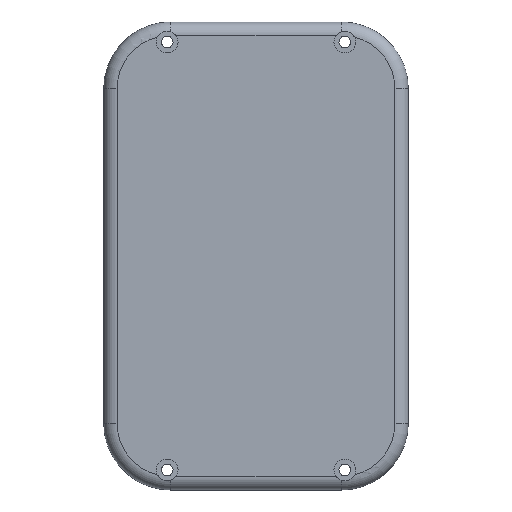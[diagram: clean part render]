
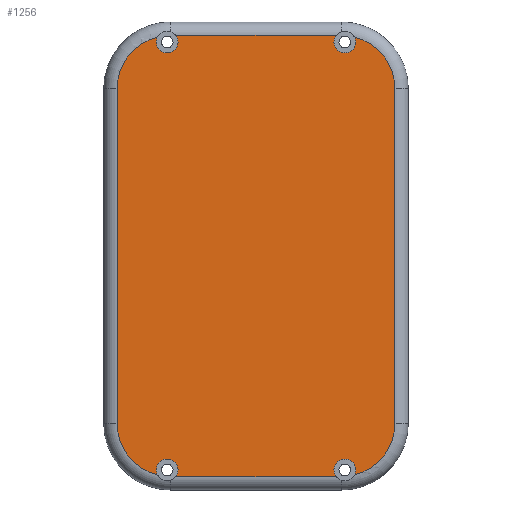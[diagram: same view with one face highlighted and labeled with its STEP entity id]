
A CAD part, front view. The second image highlights one B-rep face of the part: STEP entity #1256.
In plain terms, the highlighted planar face has unit normal (0, -1, 0).
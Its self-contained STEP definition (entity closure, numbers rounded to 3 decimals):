
#78=CIRCLE('',#1363,3.25);
#79=CIRCLE('',#1364,3.25);
#82=CIRCLE('',#1369,3.25);
#83=CIRCLE('',#1370,3.25);
#86=CIRCLE('',#1375,3.25);
#87=CIRCLE('',#1376,3.25);
#90=CIRCLE('',#1381,3.25);
#91=CIRCLE('',#1382,3.25);
#93=CIRCLE('',#1386,16.);
#94=CIRCLE('',#1387,16.);
#95=CIRCLE('',#1388,16.);
#96=CIRCLE('',#1389,16.);
#207=FACE_OUTER_BOUND('',#294,.T.);
#294=EDGE_LOOP('',(#933,#934,#935,#936,#937,#938,#939,#940,#941,#942,#943,
#944,#945,#946,#947,#948));
#393=LINE('',#2140,#474);
#394=LINE('',#2142,#475);
#395=LINE('',#2146,#476);
#396=LINE('',#2148,#477);
#474=VECTOR('',#1644,10.);
#475=VECTOR('',#1647,10.);
#476=VECTOR('',#1650,10.);
#477=VECTOR('',#1653,10.);
#562=VERTEX_POINT('',#2015);
#563=VERTEX_POINT('',#2017);
#565=VERTEX_POINT('',#2028);
#568=VERTEX_POINT('',#2046);
#569=VERTEX_POINT('',#2048);
#571=VERTEX_POINT('',#2061);
#574=VERTEX_POINT('',#2077);
#575=VERTEX_POINT('',#2079);
#577=VERTEX_POINT('',#2092);
#580=VERTEX_POINT('',#2108);
#581=VERTEX_POINT('',#2110);
#583=VERTEX_POINT('',#2121);
#585=VERTEX_POINT('',#2137);
#586=VERTEX_POINT('',#2139);
#587=VERTEX_POINT('',#2143);
#588=VERTEX_POINT('',#2145);
#693=EDGE_CURVE('',#563,#562,#78,.T.);
#696=EDGE_CURVE('',#562,#565,#79,.T.);
#700=EDGE_CURVE('',#569,#568,#82,.T.);
#703=EDGE_CURVE('',#568,#571,#83,.T.);
#707=EDGE_CURVE('',#575,#574,#86,.T.);
#710=EDGE_CURVE('',#574,#577,#87,.T.);
#714=EDGE_CURVE('',#581,#580,#90,.T.);
#717=EDGE_CURVE('',#580,#583,#91,.T.);
#719=EDGE_CURVE('',#585,#565,#93,.T.);
#720=EDGE_CURVE('',#586,#585,#393,.T.);
#721=EDGE_CURVE('',#569,#586,#94,.T.);
#722=EDGE_CURVE('',#581,#571,#394,.T.);
#723=EDGE_CURVE('',#587,#583,#95,.T.);
#724=EDGE_CURVE('',#588,#587,#395,.T.);
#725=EDGE_CURVE('',#575,#588,#96,.T.);
#726=EDGE_CURVE('',#563,#577,#396,.T.);
#933=ORIENTED_EDGE('',*,*,#693,.T.);
#934=ORIENTED_EDGE('',*,*,#696,.T.);
#935=ORIENTED_EDGE('',*,*,#719,.F.);
#936=ORIENTED_EDGE('',*,*,#720,.F.);
#937=ORIENTED_EDGE('',*,*,#721,.F.);
#938=ORIENTED_EDGE('',*,*,#700,.T.);
#939=ORIENTED_EDGE('',*,*,#703,.T.);
#940=ORIENTED_EDGE('',*,*,#722,.F.);
#941=ORIENTED_EDGE('',*,*,#714,.T.);
#942=ORIENTED_EDGE('',*,*,#717,.T.);
#943=ORIENTED_EDGE('',*,*,#723,.F.);
#944=ORIENTED_EDGE('',*,*,#724,.F.);
#945=ORIENTED_EDGE('',*,*,#725,.F.);
#946=ORIENTED_EDGE('',*,*,#707,.T.);
#947=ORIENTED_EDGE('',*,*,#710,.T.);
#948=ORIENTED_EDGE('',*,*,#726,.F.);
#1217=PLANE('',#1385);
#1256=ADVANCED_FACE('',(#207),#1217,.T.);
#1363=AXIS2_PLACEMENT_3D('',#2018,#1593,#1594);
#1364=AXIS2_PLACEMENT_3D('',#2039,#1595,#1596);
#1369=AXIS2_PLACEMENT_3D('',#2049,#1606,#1607);
#1370=AXIS2_PLACEMENT_3D('',#2070,#1608,#1609);
#1375=AXIS2_PLACEMENT_3D('',#2080,#1619,#1620);
#1376=AXIS2_PLACEMENT_3D('',#2101,#1621,#1622);
#1381=AXIS2_PLACEMENT_3D('',#2111,#1632,#1633);
#1382=AXIS2_PLACEMENT_3D('',#2132,#1634,#1635);
#1385=AXIS2_PLACEMENT_3D('',#2136,#1640,#1641);
#1386=AXIS2_PLACEMENT_3D('',#2138,#1642,#1643);
#1387=AXIS2_PLACEMENT_3D('',#2141,#1645,#1646);
#1388=AXIS2_PLACEMENT_3D('',#2144,#1648,#1649);
#1389=AXIS2_PLACEMENT_3D('',#2147,#1651,#1652);
#1593=DIRECTION('center_axis',(0.,1.,0.));
#1594=DIRECTION('ref_axis',(1.,0.,0.));
#1595=DIRECTION('center_axis',(0.,1.,0.));
#1596=DIRECTION('ref_axis',(1.,0.,0.));
#1606=DIRECTION('center_axis',(0.,1.,0.));
#1607=DIRECTION('ref_axis',(1.,0.,0.));
#1608=DIRECTION('center_axis',(0.,1.,0.));
#1609=DIRECTION('ref_axis',(1.,0.,0.));
#1619=DIRECTION('center_axis',(0.,1.,0.));
#1620=DIRECTION('ref_axis',(1.,0.,0.));
#1621=DIRECTION('center_axis',(0.,1.,0.));
#1622=DIRECTION('ref_axis',(1.,0.,0.));
#1632=DIRECTION('center_axis',(0.,1.,0.));
#1633=DIRECTION('ref_axis',(1.,0.,0.));
#1634=DIRECTION('center_axis',(0.,1.,0.));
#1635=DIRECTION('ref_axis',(1.,0.,0.));
#1640=DIRECTION('center_axis',(0.,-1.,0.));
#1641=DIRECTION('ref_axis',(0.,0.,-1.));
#1642=DIRECTION('center_axis',(0.,1.,0.));
#1643=DIRECTION('ref_axis',(0.707,0.,-0.707));
#1644=DIRECTION('',(0.,0.,-1.));
#1645=DIRECTION('center_axis',(0.,1.,0.));
#1646=DIRECTION('ref_axis',(0.707,0.,0.707));
#1647=DIRECTION('',(1.,0.,0.));
#1648=DIRECTION('center_axis',(0.,1.,0.));
#1649=DIRECTION('ref_axis',(-0.707,0.,0.707));
#1650=DIRECTION('',(0.,0.,1.));
#1651=DIRECTION('center_axis',(0.,1.,0.));
#1652=DIRECTION('ref_axis',(-0.707,0.,-0.707));
#1653=DIRECTION('',(-1.,0.,0.));
#2015=CARTESIAN_POINT('',(23.327,-8.,-124.));
#2017=CARTESIAN_POINT('',(24.016,-8.,-126.));
#2018=CARTESIAN_POINT('Origin',(26.577,-8.,-124.));
#2028=CARTESIAN_POINT('',(29.447,-8.,-125.525));
#2039=CARTESIAN_POINT('Origin',(26.577,-8.,-124.));
#2046=CARTESIAN_POINT('',(23.327,-8.,4.));
#2048=CARTESIAN_POINT('',(29.447,-8.,5.525));
#2049=CARTESIAN_POINT('Origin',(26.577,-8.,4.));
#2061=CARTESIAN_POINT('',(24.016,-8.,6.));
#2070=CARTESIAN_POINT('Origin',(26.577,-8.,4.));
#2077=CARTESIAN_POINT('',(-29.827,-8.,-124.));
#2079=CARTESIAN_POINT('',(-29.447,-8.,-125.525));
#2080=CARTESIAN_POINT('Origin',(-26.577,-8.,-124.));
#2092=CARTESIAN_POINT('',(-24.016,-8.,-126.));
#2101=CARTESIAN_POINT('Origin',(-26.577,-8.,-124.));
#2108=CARTESIAN_POINT('',(-29.827,-8.,4.));
#2110=CARTESIAN_POINT('',(-24.016,-8.,6.));
#2111=CARTESIAN_POINT('Origin',(-26.577,-8.,4.));
#2121=CARTESIAN_POINT('',(-29.447,-8.,5.525));
#2132=CARTESIAN_POINT('Origin',(-26.577,-8.,4.));
#2136=CARTESIAN_POINT('Origin',(0.,-8.,-60.));
#2137=CARTESIAN_POINT('',(41.577,-8.,-110.));
#2138=CARTESIAN_POINT('Origin',(25.577,-8.,-110.));
#2139=CARTESIAN_POINT('',(41.577,-8.,-10.));
#2140=CARTESIAN_POINT('',(41.577,-8.,-25.));
#2141=CARTESIAN_POINT('Origin',(25.577,-8.,-10.));
#2142=CARTESIAN_POINT('',(-22.789,-8.,6.));
#2143=CARTESIAN_POINT('',(-41.577,-8.,-10.));
#2144=CARTESIAN_POINT('Origin',(-25.577,-8.,-10.));
#2145=CARTESIAN_POINT('',(-41.577,-8.,-110.));
#2146=CARTESIAN_POINT('',(-41.577,-8.,-95.));
#2147=CARTESIAN_POINT('Origin',(-25.577,-8.,-110.));
#2148=CARTESIAN_POINT('',(22.789,-8.,-126.));
